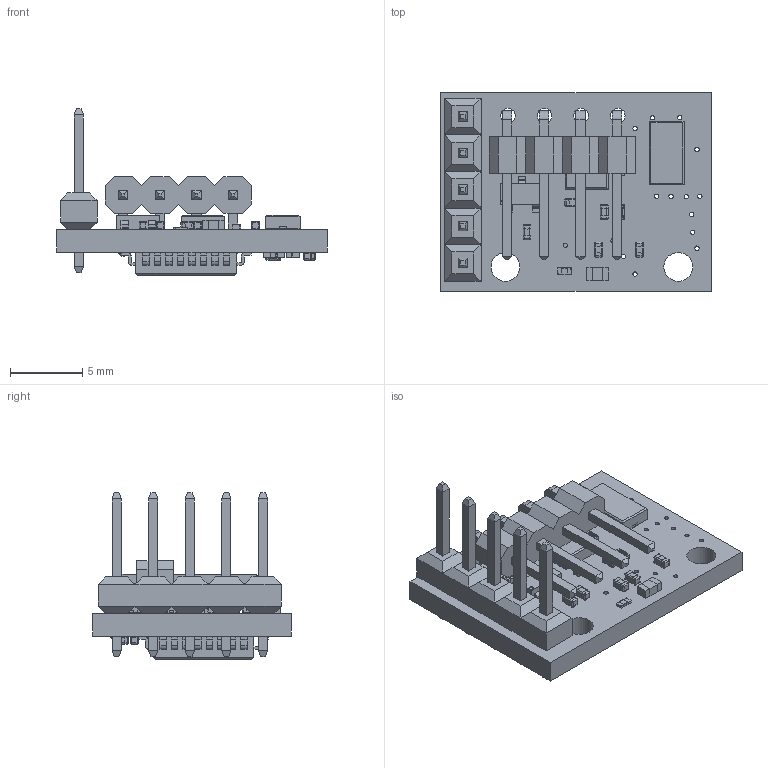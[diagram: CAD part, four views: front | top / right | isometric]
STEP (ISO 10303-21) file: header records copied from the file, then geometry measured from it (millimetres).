
FILE_DESCRIPTION(/* description */ (''),/* implementation_level */ '2;1');
FILE_NAME(/* name */ 'mrm-lid-an v1.step',/* time_stamp */ '2019-09-09T00:15:30+02:00',/* author */ (''),/* organization */ (''),/* preprocessor_version */ 'ST-DEVELOPER v18',/* originating_system */ 'Autodesk Translation Framework v8.6.0.1094',/* authorisation */ '');
FILE_SCHEMA (('AUTOMOTIVE_DESIGN { 1 0 10303 214 3 1 1 }'));
Length unit declared in the file: millimetre
Products named in the file (14): mrm-lid-an; PCB Component; Board; 4.7uF; 10 kOhm; MICROCHIP_MCP1725T-ADJE/MC; STM_VL53LX; 1X05; STM32F051K6T6; 1X04_90DEG; SOT-23; FIDUCIAL1X2; CHIPLED_0402; 1.5 kOhm
Assembly tree (30 placements, depth 3):
  mrm-lid-an
    PCB Component
      Board
      4.7uF  x11
      10 kOhm  x7
      MICROCHIP_MCP1725T-ADJE/MC
      STM_VL53LX
      1X05
      STM32F051K6T6
      1X04_90DEG
      SOT-23
      FIDUCIAL1X2  x2
      CHIPLED_0402
      1.5 kOhm
Bounding box: 18.8 x 13.8 x 11.55 mm (x, y, z)
Volume: 653.9 mm3; surface area: 1493.1 mm2
Topology: 44 solids, 44 shells, 2330 faces, 6347 edges, 4094 vertices
Faces by surface type: plane 1349, cylinder 725, sphere 224, bspline 32
Full cylindrical faces by diameter (mm): 0.3 x22, 1.016 x9, 2 x2
Entity records: 42830 total; most frequent: CARTESIAN_POINT 9157, ORIENTED_EDGE 6770, DIRECTION 6361, EDGE_CURVE 3385, LINE 2503, VECTOR 2503, VERTEX_POINT 2184, AXIS2_PLACEMENT_3D 1929
